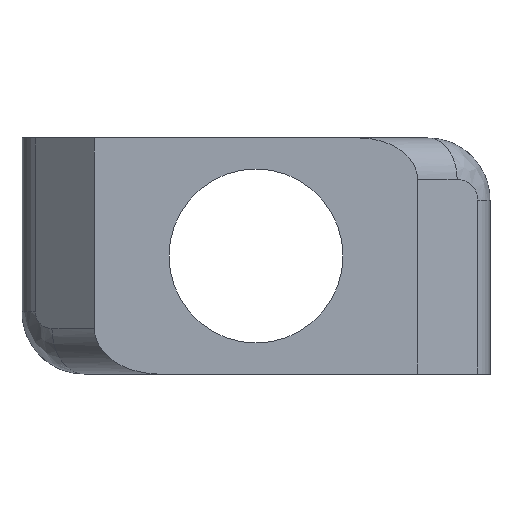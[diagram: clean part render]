
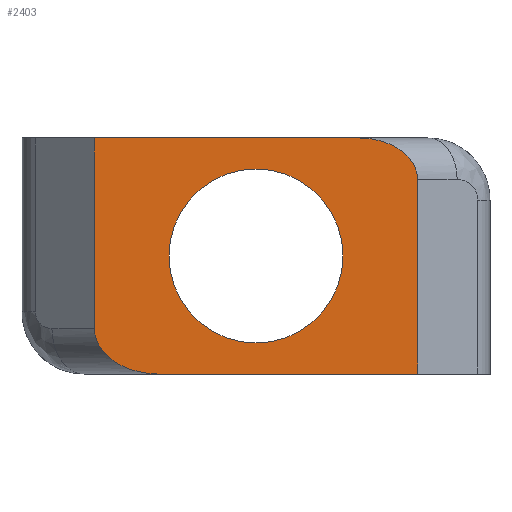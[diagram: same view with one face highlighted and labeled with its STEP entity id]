
A CAD part, front view. The second image highlights one B-rep face of the part: STEP entity #2403.
In plain terms, the highlighted planar face has unit normal (0, -1, 0).
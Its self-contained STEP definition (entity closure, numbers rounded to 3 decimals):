
#7 = AXIS2_PLACEMENT_3D ( 'NONE', #1103, #1119, #1113 ) ;
#104 = AXIS2_PLACEMENT_3D ( 'NONE', #1171, #1169, #1193 ) ;
#171 = AXIS2_PLACEMENT_3D ( 'NONE', #1076, #1077, #1078 ) ;
#225 = CARTESIAN_POINT ( 'NONE',  ( 0., 0., 4.95 ) ) ;
#227 = CARTESIAN_POINT ( 'NONE',  ( -3.9, 0., 5.7 ) ) ;
#237 = CARTESIAN_POINT ( 'NONE',  ( -2.344, 0., 0. ) ) ;
#239 = CARTESIAN_POINT ( 'NONE',  ( 3.9, 0., 4.7 ) ) ;
#299 = CARTESIAN_POINT ( 'NONE',  ( 3.9, 0., 0. ) ) ;
#500 = CARTESIAN_POINT ( 'NONE',  ( -3.9, 0., 1.1 ) ) ;
#508 = CARTESIAN_POINT ( 'NONE',  ( 0., 0., 0.75 ) ) ;
#614 = VERTEX_POINT ( 'NONE', #239 ) ;
#617 = VERTEX_POINT ( 'NONE', #237 ) ;
#629 = VERTEX_POINT ( 'NONE', #227 ) ;
#639 = VERTEX_POINT ( 'NONE', #225 ) ;
#675 = VERTEX_POINT ( 'NONE', #508 ) ;
#683 = VERTEX_POINT ( 'NONE', #500 ) ;
#689 = VERTEX_POINT ( 'NONE', #299 ) ;
#755 = EDGE_LOOP ( 'NONE', ( #1711, #1733, #1709, #1811, #1749, #1729 ) ) ;
#799 = VERTEX_POINT ( 'NONE', #961 ) ;
#805 = EDGE_LOOP ( 'NONE', ( #1791, #1776 ) ) ;
#915 =( BOUNDED_CURVE ( )  B_SPLINE_CURVE ( 3, ( #990, #984, #995, #997 ),
 .UNSPECIFIED., .F., .F. ) 
 B_SPLINE_CURVE_WITH_KNOTS ( ( 4, 4 ),
 ( 3.142, 4.712 ),
 .UNSPECIFIED. ) 
 CURVE ( )  GEOMETRIC_REPRESENTATION_ITEM ( )  RATIONAL_B_SPLINE_CURVE ( ( 1., 0.805, 0.805, 1. ) ) 
 REPRESENTATION_ITEM ( '' )  );
#929 =( BOUNDED_CURVE ( )  B_SPLINE_CURVE ( 3, ( #954, #950, #959, #1104 ),
 .UNSPECIFIED., .F., .F. ) 
 B_SPLINE_CURVE_WITH_KNOTS ( ( 4, 4 ),
 ( 3.142, 4.712 ),
 .UNSPECIFIED. ) 
 CURVE ( )  GEOMETRIC_REPRESENTATION_ITEM ( )  RATIONAL_B_SPLINE_CURVE ( ( 1., 0.805, 0.805, 1. ) ) 
 REPRESENTATION_ITEM ( '' )  );
#950 = CARTESIAN_POINT ( 'NONE',  ( -3.9, 0., 0.456 ) ) ;
#954 = CARTESIAN_POINT ( 'NONE',  ( -3.9, 0., 1.1 ) ) ;
#959 = CARTESIAN_POINT ( 'NONE',  ( -3.256, 0., 0. ) ) ;
#961 = CARTESIAN_POINT ( 'NONE',  ( 2.486, 0., 5.7 ) ) ;
#984 = CARTESIAN_POINT ( 'NONE',  ( 3.9, 0., 5.286 ) ) ;
#990 = CARTESIAN_POINT ( 'NONE',  ( 3.9, 0., 4.7 ) ) ;
#995 = CARTESIAN_POINT ( 'NONE',  ( 3.314, 0., 5.7 ) ) ;
#996 = DIRECTION ( 'NONE',  ( 1., 0., 0. ) ) ;
#997 = CARTESIAN_POINT ( 'NONE',  ( 2.486, 0., 5.7 ) ) ;
#1009 = DIRECTION ( 'NONE',  ( 0., 0., -1. ) ) ;
#1010 = CARTESIAN_POINT ( 'NONE',  ( -3.9, 0., 5.7 ) ) ;
#1023 = CARTESIAN_POINT ( 'NONE',  ( -3.9, 0., 5.7 ) ) ;
#1026 = CARTESIAN_POINT ( 'NONE',  ( 3.9, 0., 5.7 ) ) ;
#1028 = DIRECTION ( 'NONE',  ( 0., 0., -1. ) ) ;
#1076 = CARTESIAN_POINT ( 'NONE',  ( 0., 0., 2.85 ) ) ;
#1077 = DIRECTION ( 'NONE',  ( 0., 1., 0. ) ) ;
#1078 = DIRECTION ( 'NONE',  ( 0., 0., 1. ) ) ;
#1081 = CARTESIAN_POINT ( 'NONE',  ( -3.9, 0., 0. ) ) ;
#1082 = DIRECTION ( 'NONE',  ( 1., 0., 0. ) ) ;
#1103 = CARTESIAN_POINT ( 'NONE',  ( 0., 0., 2.85 ) ) ;
#1104 = CARTESIAN_POINT ( 'NONE',  ( -2.344, 0., 0. ) ) ;
#1113 = DIRECTION ( 'NONE',  ( 0., 0., 1. ) ) ;
#1119 = DIRECTION ( 'NONE',  ( 0., 1., 0. ) ) ;
#1169 = DIRECTION ( 'NONE',  ( 0., 1., 0. ) ) ;
#1171 = CARTESIAN_POINT ( 'NONE',  ( -3.9, 0., 5.7 ) ) ;
#1193 = DIRECTION ( 'NONE',  ( 0., 0., 1. ) ) ;
#1281 = PLANE ( 'NONE',  #104 ) ;
#1539 = EDGE_CURVE ( 'NONE', #614, #799, #915, .T. ) ;
#1544 = EDGE_CURVE ( 'NONE', #614, #689, #2072, .T. ) ;
#1552 = EDGE_CURVE ( 'NONE', #629, #799, #2098, .T. ) ;
#1554 = EDGE_CURVE ( 'NONE', #683, #617, #929, .T. ) ;
#1557 = EDGE_CURVE ( 'NONE', #629, #683, #2111, .T. ) ;
#1576 = EDGE_CURVE ( 'NONE', #675, #639, #2102, .T. ) ;
#1579 = EDGE_CURVE ( 'NONE', #617, #689, #2034, .T. ) ;
#1586 = EDGE_CURVE ( 'NONE', #639, #675, #2062, .T. ) ;
#1635 = FACE_BOUND ( 'NONE', #805, .T. ) ;
#1636 = FACE_OUTER_BOUND ( 'NONE', #755, .T. ) ;
#1709 = ORIENTED_EDGE ( 'NONE', *, *, #1552, .F. ) ;
#1711 = ORIENTED_EDGE ( 'NONE', *, *, #1544, .F. ) ;
#1729 = ORIENTED_EDGE ( 'NONE', *, *, #1579, .T. ) ;
#1733 = ORIENTED_EDGE ( 'NONE', *, *, #1539, .T. ) ;
#1749 = ORIENTED_EDGE ( 'NONE', *, *, #1554, .T. ) ;
#1776 = ORIENTED_EDGE ( 'NONE', *, *, #1576, .T. ) ;
#1791 = ORIENTED_EDGE ( 'NONE', *, *, #1586, .T. ) ;
#1811 = ORIENTED_EDGE ( 'NONE', *, *, #1557, .T. ) ;
#2034 = LINE ( 'NONE', #1081, #2040 ) ;
#2040 = VECTOR ( 'NONE', #1082, 1000. ) ;
#2062 = CIRCLE ( 'NONE', #7, 2.1 ) ;
#2072 = LINE ( 'NONE', #1026, #2078 ) ;
#2078 = VECTOR ( 'NONE', #1028, 1000. ) ;
#2098 = LINE ( 'NONE', #1023, #2103 ) ;
#2102 = CIRCLE ( 'NONE', #171, 2.1 ) ;
#2103 = VECTOR ( 'NONE', #996, 1000. ) ;
#2111 = LINE ( 'NONE', #1010, #2118 ) ;
#2118 = VECTOR ( 'NONE', #1009, 1000. ) ;
#2403 = ADVANCED_FACE ( 'NONE', ( #1635, #1636 ), #1281, .F. ) ;
